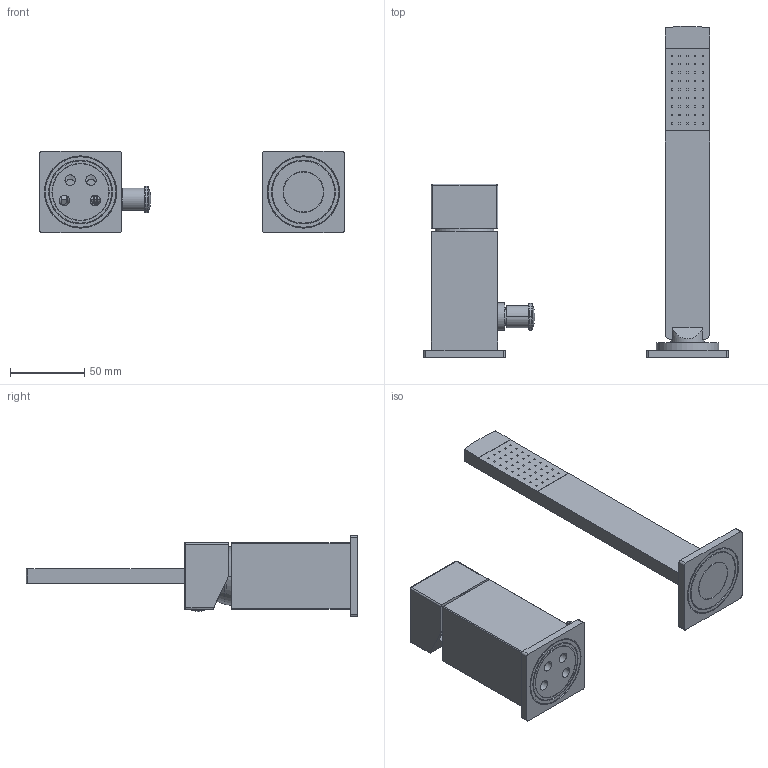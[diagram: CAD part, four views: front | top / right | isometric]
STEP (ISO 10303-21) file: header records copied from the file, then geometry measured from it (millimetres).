
FILE_DESCRIPTION((''),'2;1');
FILE_NAME('LEC041CR','2021-11-02T16:52:31',('ut3'),('PAFFONI SpA'),'CREO PARAMETRIC BY PTC INC, 2020044','CREO PARAMETRIC BY PTC INC, 2020044','');
FILE_SCHEMA(('CONFIG_CONTROL_DESIGN','SHAPE_APPEARANCE_LAYERS_GROUPS'));
Products named in the file (1): LEC041CR
Bounding box: 205 x 222.89 x 55 mm (x, y, z)
Volume: 260981.5 mm3; surface area: 98974.4 mm2
Topology: 4 solids, 4 shells, 1449 faces, 3904 edges, 2501 vertices
Faces by surface type: plane 892, cylinder 348, torus 110, cone 79, sphere 14, bspline 6
Entity records: 63357 total; most frequent: CARTESIAN_POINT 16436, ORIENTED_EDGE 7768, DIRECTION 7392, EDGE_CURVE 3884, AXIS2_PLACEMENT_3D 2509, VERTEX_POINT 2499, VECTOR 2374, LINE 2374
